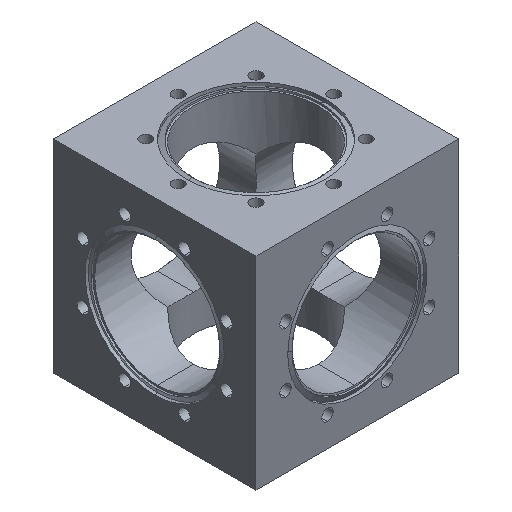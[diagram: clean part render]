
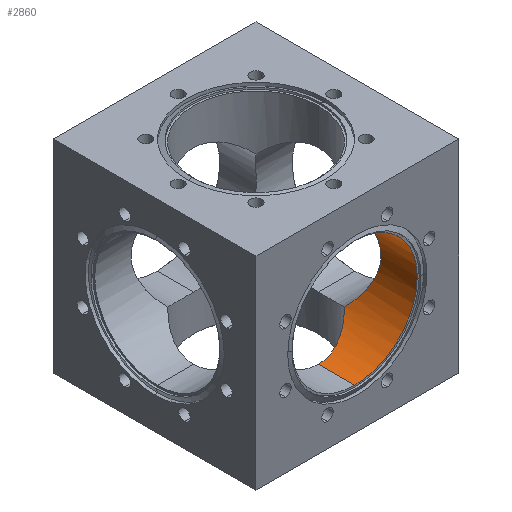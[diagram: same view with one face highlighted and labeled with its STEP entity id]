
A CAD part, isometric view. The second image highlights one B-rep face of the part: STEP entity #2860.
In plain terms, the highlighted cylindrical face has radius 37 mm (diameter 74 mm), a partial arc.
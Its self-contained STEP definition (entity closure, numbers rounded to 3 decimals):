
#332 = CARTESIAN_POINT ( 'NONE',  ( 0., -60., 0. ) ) ;
#406 = CARTESIAN_POINT ( 'NONE',  ( 9.944, -37., 37. ) ) ;
#466 = VERTEX_POINT ( 'NONE', #2762 ) ;
#680 = EDGE_CURVE ( 'NONE', #5897, #704, #1907, .T. ) ;
#704 = VERTEX_POINT ( 'NONE', #4587 ) ;
#794 = EDGE_CURVE ( 'NONE', #1819, #2706, #5873, .T. ) ;
#828 = EDGE_CURVE ( 'NONE', #5897, #3139, #3418, .T. ) ;
#884 = EDGE_LOOP ( 'NONE', ( #5292, #2592, #3941, #7730, #6114, #5914 ) ) ;
#980 = DIRECTION ( 'NONE',  ( 0., 1., 0. ) ) ;
#1514 = CARTESIAN_POINT ( 'NONE',  ( 19.131, -33.195, 33.195 ) ) ;
#1516 = CYLINDRICAL_SURFACE ( 'NONE', #7713, 37. ) ;
#1813 = CARTESIAN_POINT ( 'NONE',  ( 19.131, -33.195, -33.195 ) ) ;
#1819 = VERTEX_POINT ( 'NONE', #3498 ) ;
#1844 = CARTESIAN_POINT ( 'NONE',  ( 0., -58.5, 37. ) ) ;
#1907 = LINE ( 'NONE', #5772, #2096 ) ;
#2096 = VECTOR ( 'NONE', #3179, 1000. ) ;
#2592 = ORIENTED_EDGE ( 'NONE', *, *, #828, .F. ) ;
#2706 = VERTEX_POINT ( 'NONE', #4528 ) ;
#2762 = CARTESIAN_POINT ( 'NONE',  ( 0., -37., -37. ) ) ;
#2835 = CARTESIAN_POINT ( 'NONE',  ( 26.163, -26.163, 26.163 ) ) ;
#2850 = CARTESIAN_POINT ( 'NONE',  ( 0., -58.5, 0. ) ) ;
#2860 = ADVANCED_FACE ( 'NONE', ( #7804 ), #1516, .F. ) ;
#3139 = VERTEX_POINT ( 'NONE', #3353 ) ;
#3179 = DIRECTION ( 'NONE',  ( 0., 1., 0. ) ) ;
#3299 = DIRECTION ( 'NONE',  ( 0., 1., 0. ) ) ;
#3353 = CARTESIAN_POINT ( 'NONE',  ( 0., -58.5, -37. ) ) ;
#3418 = CIRCLE ( 'NONE', #7669, 37. ) ;
#3479 = CARTESIAN_POINT ( 'NONE',  ( 26.163, -26.163, 26.163 ) ) ;
#3498 = CARTESIAN_POINT ( 'NONE',  ( 26.163, -26.163, -26.163 ) ) ;
#3651 = VECTOR ( 'NONE', #3299, 1000. ) ;
#3755 = CARTESIAN_POINT ( 'NONE',  ( 0., -60., -37. ) ) ;
#3941 = ORIENTED_EDGE ( 'NONE', *, *, #680, .T. ) ;
#4042 = CARTESIAN_POINT ( 'NONE',  ( 26.163, -26.163, -26.163 ) ) ;
#4365 =( BOUNDED_CURVE ( )  B_SPLINE_CURVE ( 3, ( #7500, #7577, #1813, #8207 ),
 .UNSPECIFIED., .F., .T. ) 
 B_SPLINE_CURVE_WITH_KNOTS ( ( 4, 4 ),
 ( 3.142, 3.927 ),
 .UNSPECIFIED. ) 
 CURVE ( )  GEOMETRIC_REPRESENTATION_ITEM ( )  RATIONAL_B_SPLINE_CURVE ( ( 1., 0.949, 0.949, 1. ) ) 
 REPRESENTATION_ITEM ( '' )  );
#4528 = CARTESIAN_POINT ( 'NONE',  ( 26.163, -26.163, 26.163 ) ) ;
#4566 = EDGE_CURVE ( 'NONE', #2706, #704, #6942, .T. ) ;
#4587 = CARTESIAN_POINT ( 'NONE',  ( 0., -37., 37. ) ) ;
#4771 = CARTESIAN_POINT ( 'NONE',  ( 0., -37., 37. ) ) ;
#5292 = ORIENTED_EDGE ( 'NONE', *, *, #5924, .F. ) ;
#5772 = CARTESIAN_POINT ( 'NONE',  ( 0., -60., 37. ) ) ;
#5873 =( BOUNDED_CURVE ( )  B_SPLINE_CURVE ( 3, ( #4042, #6565, #7889, #3479 ),
 .UNSPECIFIED., .F., .T. ) 
 B_SPLINE_CURVE_WITH_KNOTS ( ( 4, 4 ),
 ( 5.498, 7.069 ),
 .UNSPECIFIED. ) 
 CURVE ( )  GEOMETRIC_REPRESENTATION_ITEM ( )  RATIONAL_B_SPLINE_CURVE ( ( 1., 0.805, 0.805, 1. ) ) 
 REPRESENTATION_ITEM ( '' )  );
#5897 = VERTEX_POINT ( 'NONE', #1844 ) ;
#5914 = ORIENTED_EDGE ( 'NONE', *, *, #6773, .F. ) ;
#5924 = EDGE_CURVE ( 'NONE', #3139, #466, #6196, .T. ) ;
#6114 = ORIENTED_EDGE ( 'NONE', *, *, #794, .F. ) ;
#6196 = LINE ( 'NONE', #3755, #3651 ) ;
#6565 = CARTESIAN_POINT ( 'NONE',  ( 41.489, -41.489, -10.837 ) ) ;
#6773 = EDGE_CURVE ( 'NONE', #466, #1819, #4365, .T. ) ;
#6942 =( BOUNDED_CURVE ( )  B_SPLINE_CURVE ( 3, ( #2835, #1514, #406, #4771 ),
 .UNSPECIFIED., .F., .T. ) 
 B_SPLINE_CURVE_WITH_KNOTS ( ( 4, 4 ),
 ( 5.498, 6.283 ),
 .UNSPECIFIED. ) 
 CURVE ( )  GEOMETRIC_REPRESENTATION_ITEM ( )  RATIONAL_B_SPLINE_CURVE ( ( 1., 0.949, 0.949, 1. ) ) 
 REPRESENTATION_ITEM ( '' )  );
#7500 = CARTESIAN_POINT ( 'NONE',  ( 0., -37., -37. ) ) ;
#7577 = CARTESIAN_POINT ( 'NONE',  ( 9.944, -37., -37. ) ) ;
#7669 = AXIS2_PLACEMENT_3D ( 'NONE', #2850, #7924, #7851 ) ;
#7713 = AXIS2_PLACEMENT_3D ( 'NONE', #332, #980, #7840 ) ;
#7730 = ORIENTED_EDGE ( 'NONE', *, *, #4566, .F. ) ;
#7804 = FACE_OUTER_BOUND ( 'NONE', #884, .T. ) ;
#7840 = DIRECTION ( 'NONE',  ( 0., 0., 1. ) ) ;
#7851 = DIRECTION ( 'NONE',  ( 0., 0., -1. ) ) ;
#7889 = CARTESIAN_POINT ( 'NONE',  ( 41.489, -41.489, 10.837 ) ) ;
#7924 = DIRECTION ( 'NONE',  ( 0., 1., 0. ) ) ;
#8207 = CARTESIAN_POINT ( 'NONE',  ( 26.163, -26.163, -26.163 ) ) ;
